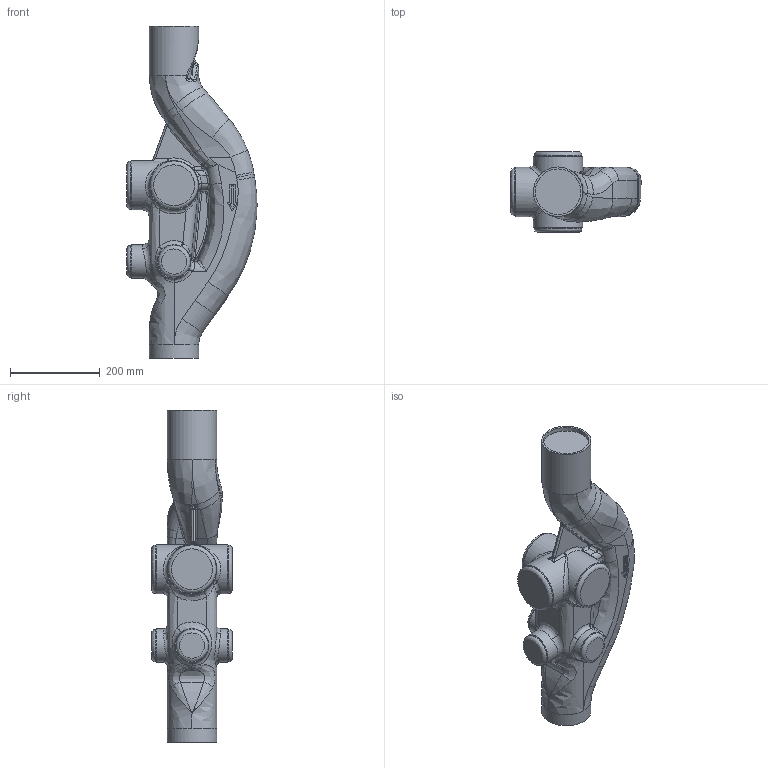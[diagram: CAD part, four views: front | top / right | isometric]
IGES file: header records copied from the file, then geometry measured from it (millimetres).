
Global section: file name: 367614; native system: Autodesk Inventor 2014; preprocessor: unknown; author: MLorenz; date: 20140502.112650; units: millimetre
Bounding box: 290.03 x 180 x 740 mm (x, y, z)
Volume: 12878275.9 mm3; surface area: 496149.6 mm2
Topology: 1 solids, 1 shells, 677 faces, 1721 edges, 1067 vertices
Faces by surface type: bspline 263, plane 246, revolution 90, cylinder 78
Full cylindrical faces by diameter (mm): 72 x3, 75 x3, 107 x3, 110 x5
